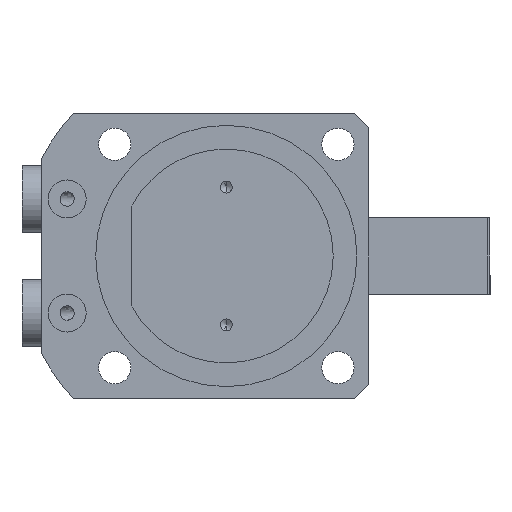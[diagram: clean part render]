
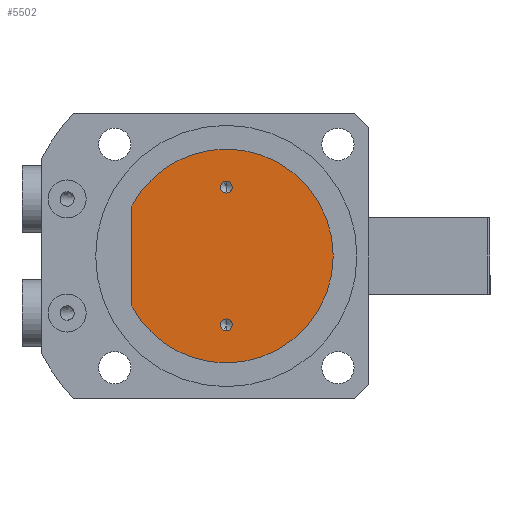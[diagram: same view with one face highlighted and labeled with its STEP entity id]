
A CAD part, front view. The second image highlights one B-rep face of the part: STEP entity #5502.
In plain terms, the highlighted planar face has unit normal (0, -1, 0).
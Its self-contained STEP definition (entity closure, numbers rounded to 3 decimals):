
#177 = VERTEX_POINT ( 'NONE', #1318 ) ;
#227 = CARTESIAN_POINT ( 'NONE',  ( 0., -43.5, 15.75 ) ) ;
#298 = DIRECTION ( 'NONE',  ( 0., -1., 0. ) ) ;
#329 = ORIENTED_EDGE ( 'NONE', *, *, #4916, .T. ) ;
#374 = DIRECTION ( 'NONE',  ( 0., 0., -1. ) ) ;
#401 = EDGE_LOOP ( 'NONE', ( #3424, #8700 ) ) ;
#526 = CIRCLE ( 'NONE', #6621, 1.25 ) ;
#787 = CARTESIAN_POINT ( 'NONE',  ( 0., -43.5, 14.5 ) ) ;
#961 = CARTESIAN_POINT ( 'NONE',  ( 0., -43.5, 13.25 ) ) ;
#1068 = ORIENTED_EDGE ( 'NONE', *, *, #6992, .T. ) ;
#1140 = VERTEX_POINT ( 'NONE', #227 ) ;
#1222 = EDGE_CURVE ( 'NONE', #1550, #2827, #3286, .T. ) ;
#1237 = AXIS2_PLACEMENT_3D ( 'NONE', #787, #4638, #374 ) ;
#1318 = CARTESIAN_POINT ( 'NONE',  ( 0., -43.5, 22.5 ) ) ;
#1428 = EDGE_CURVE ( 'NONE', #2896, #3862, #9145, .T. ) ;
#1490 = DIRECTION ( 'NONE',  ( 0., -1., 0. ) ) ;
#1529 = CARTESIAN_POINT ( 'NONE',  ( -20., -43.5, -10.308 ) ) ;
#1550 = VERTEX_POINT ( 'NONE', #6440 ) ;
#1562 = DIRECTION ( 'NONE',  ( 0., -1., 0. ) ) ;
#1735 = DIRECTION ( 'NONE',  ( 0., -1., 0. ) ) ;
#1817 = CARTESIAN_POINT ( 'NONE',  ( 0., -43.5, -15.75 ) ) ;
#2145 = EDGE_CURVE ( 'NONE', #3862, #4401, #8992, .T. ) ;
#2259 = ORIENTED_EDGE ( 'NONE', *, *, #1428, .T. ) ;
#2310 = AXIS2_PLACEMENT_3D ( 'NONE', #4571, #298, #5283 ) ;
#2466 = CARTESIAN_POINT ( 'NONE',  ( 0., -43.5, 0. ) ) ;
#2485 = CARTESIAN_POINT ( 'NONE',  ( 0., -43.5, -22.5 ) ) ;
#2827 = VERTEX_POINT ( 'NONE', #1817 ) ;
#2861 = FACE_BOUND ( 'NONE', #401, .T. ) ;
#2896 = VERTEX_POINT ( 'NONE', #4821 ) ;
#3163 = DIRECTION ( 'NONE',  ( 0., -1., 0. ) ) ;
#3279 = CIRCLE ( 'NONE', #1237, 1.25 ) ;
#3286 = CIRCLE ( 'NONE', #8083, 1.25 ) ;
#3424 = ORIENTED_EDGE ( 'NONE', *, *, #7273, .F. ) ;
#3487 = DIRECTION ( 'NONE',  ( 0., -1., 0. ) ) ;
#3714 = ORIENTED_EDGE ( 'NONE', *, *, #6502, .F. ) ;
#3862 = VERTEX_POINT ( 'NONE', #1529 ) ;
#3897 = DIRECTION ( 'NONE',  ( 0., 0., -1. ) ) ;
#4401 = VERTEX_POINT ( 'NONE', #2485 ) ;
#4526 = FACE_OUTER_BOUND ( 'NONE', #5786, .T. ) ;
#4552 = EDGE_LOOP ( 'NONE', ( #3714, #6149 ) ) ;
#4571 = CARTESIAN_POINT ( 'NONE',  ( 0., -43.5, -14.5 ) ) ;
#4597 = PLANE ( 'NONE',  #4733 ) ;
#4638 = DIRECTION ( 'NONE',  ( 0., -1., 0. ) ) ;
#4733 = AXIS2_PLACEMENT_3D ( 'NONE', #2466, #8203, #3897 ) ;
#4785 = AXIS2_PLACEMENT_3D ( 'NONE', #5843, #1562, #6556 ) ;
#4821 = CARTESIAN_POINT ( 'NONE',  ( -20., -43.5, 10.308 ) ) ;
#4916 = EDGE_CURVE ( 'NONE', #177, #2896, #6612, .T. ) ;
#4975 = AXIS2_PLACEMENT_3D ( 'NONE', #6019, #1735, #6736 ) ;
#5283 = DIRECTION ( 'NONE',  ( 0., 0., -1. ) ) ;
#5298 = VECTOR ( 'NONE', #9141, 1000. ) ;
#5502 = ADVANCED_FACE ( 'NONE', ( #8360, #2861, #4526 ), #4597, .T. ) ;
#5764 = CARTESIAN_POINT ( 'NONE',  ( 0., -43.5, 14.5 ) ) ;
#5786 = EDGE_LOOP ( 'NONE', ( #9104, #1068, #329, #2259 ) ) ;
#5843 = CARTESIAN_POINT ( 'NONE',  ( 0., -43.5, 0. ) ) ;
#5860 = EDGE_CURVE ( 'NONE', #1140, #8707, #3279, .T. ) ;
#6019 = CARTESIAN_POINT ( 'NONE',  ( 0., -43.5, 0. ) ) ;
#6149 = ORIENTED_EDGE ( 'NONE', *, *, #5860, .F. ) ;
#6440 = CARTESIAN_POINT ( 'NONE',  ( 0., -43.5, -13.25 ) ) ;
#6481 = DIRECTION ( 'NONE',  ( 0., 0., -1. ) ) ;
#6502 = EDGE_CURVE ( 'NONE', #8707, #1140, #526, .T. ) ;
#6556 = DIRECTION ( 'NONE',  ( 0., 0., -1. ) ) ;
#6612 = CIRCLE ( 'NONE', #4785, 22.5 ) ;
#6621 = AXIS2_PLACEMENT_3D ( 'NONE', #5764, #1490, #6481 ) ;
#6733 = AXIS2_PLACEMENT_3D ( 'NONE', #7802, #3487, #8515 ) ;
#6736 = DIRECTION ( 'NONE',  ( 0., 0., -1. ) ) ;
#6992 = EDGE_CURVE ( 'NONE', #4401, #177, #8509, .T. ) ;
#7273 = EDGE_CURVE ( 'NONE', #2827, #1550, #7932, .T. ) ;
#7485 = CARTESIAN_POINT ( 'NONE',  ( 0., -43.5, -14.5 ) ) ;
#7802 = CARTESIAN_POINT ( 'NONE',  ( 0., -43.5, 0. ) ) ;
#7932 = CIRCLE ( 'NONE', #2310, 1.25 ) ;
#8083 = AXIS2_PLACEMENT_3D ( 'NONE', #7485, #3163, #8197 ) ;
#8197 = DIRECTION ( 'NONE',  ( 0., 0., -1. ) ) ;
#8203 = DIRECTION ( 'NONE',  ( 0., -1., 0. ) ) ;
#8360 = FACE_BOUND ( 'NONE', #4552, .T. ) ;
#8419 = CARTESIAN_POINT ( 'NONE',  ( -20., -43.5, 0. ) ) ;
#8509 = CIRCLE ( 'NONE', #6733, 22.5 ) ;
#8515 = DIRECTION ( 'NONE',  ( 0., 0., -1. ) ) ;
#8700 = ORIENTED_EDGE ( 'NONE', *, *, #1222, .F. ) ;
#8707 = VERTEX_POINT ( 'NONE', #961 ) ;
#8992 = CIRCLE ( 'NONE', #4975, 22.5 ) ;
#9104 = ORIENTED_EDGE ( 'NONE', *, *, #2145, .T. ) ;
#9141 = DIRECTION ( 'NONE',  ( 0., 0., -1. ) ) ;
#9145 = LINE ( 'NONE', #8419, #5298 ) ;
